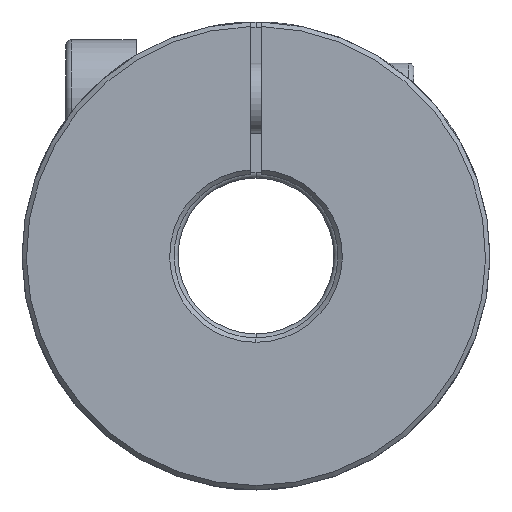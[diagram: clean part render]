
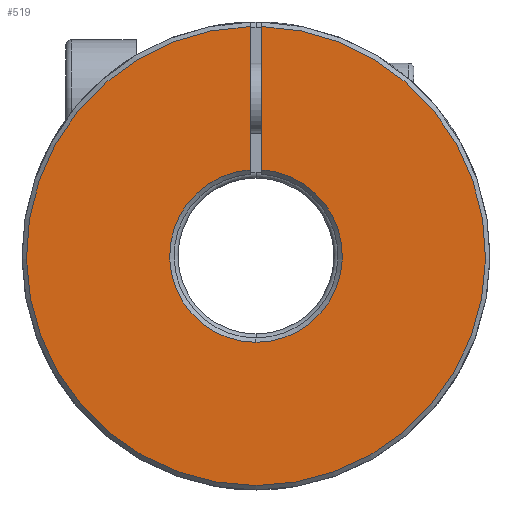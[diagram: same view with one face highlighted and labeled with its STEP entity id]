
A CAD part, left-side view. The second image highlights one B-rep face of the part: STEP entity #519.
In plain terms, the highlighted planar face has unit normal (-1, 0, 0).
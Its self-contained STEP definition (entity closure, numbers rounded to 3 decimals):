
#519 = ADVANCED_FACE ( 'NONE', ( #4747 ), #5566, .T. ) ;
#1008 = VERTEX_POINT ( 'NONE', #5739 ) ;
#1009 = VERTEX_POINT ( 'NONE', #5740 ) ;
#1049 = VERTEX_POINT ( 'NONE', #5780 ) ;
#1050 = VERTEX_POINT ( 'NONE', #5781 ) ;
#1051 = VERTEX_POINT ( 'NONE', #5782 ) ;
#2686 = EDGE_CURVE ( 'NONE', #1008, #1009, #6708, .T. ) ;
#2755 = EDGE_CURVE ( 'NONE', #1050, #1051, #6778, .T. ) ;
#2758 = EDGE_CURVE ( 'NONE', #1050, #1008, #6789, .T. ) ;
#2759 = EDGE_CURVE ( 'NONE', #1049, #1051, #6791, .T. ) ;
#2760 = EDGE_CURVE ( 'NONE', #1009, #1049, #6774, .T. ) ;
#2974 = ORIENTED_EDGE ( 'NONE', *, *, #2760, .F. ) ;
#2975 = ORIENTED_EDGE ( 'NONE', *, *, #2686, .F. ) ;
#2976 = ORIENTED_EDGE ( 'NONE', *, *, #2758, .F. ) ;
#2977 = ORIENTED_EDGE ( 'NONE', *, *, #2755, .T. ) ;
#2978 = ORIENTED_EDGE ( 'NONE', *, *, #2759, .F. ) ;
#3923 = EDGE_LOOP ( 'NONE', ( #2974, #2975, #2976, #2977, #2978 ) ) ;
#4747 = FACE_OUTER_BOUND ( 'NONE', #3923, .T. ) ;
#5077 = AXIS2_PLACEMENT_3D ( 'NONE', #5565, #5571, #5572 ) ;
#5565 = CARTESIAN_POINT ( 'NONE',  ( -33., 0., 0. ) ) ;
#5566 = PLANE ( 'NONE',  #5077 ) ;
#5571 = DIRECTION ( 'NONE',  ( -1., 0., 0. ) ) ;
#5572 = DIRECTION ( 'NONE',  ( 0., 0., -1. ) ) ;
#5739 = CARTESIAN_POINT ( 'NONE',  ( -33., 0., -7.381 ) ) ;
#5740 = CARTESIAN_POINT ( 'NONE',  ( -33., -0.5, 7.364 ) ) ;
#5780 = CARTESIAN_POINT ( 'NONE',  ( -33., -0.5, 19.613 ) ) ;
#5781 = CARTESIAN_POINT ( 'NONE',  ( -33., 0.5, 7.364 ) ) ;
#5782 = CARTESIAN_POINT ( 'NONE',  ( -33., 0.5, 19.613 ) ) ;
#6554 = CARTESIAN_POINT ( 'NONE',  ( -33., 0., 0. ) ) ;
#6555 = DIRECTION ( 'NONE',  ( -1., 0., 0. ) ) ;
#6556 = DIRECTION ( 'NONE',  ( 0., 0., -1. ) ) ;
#6708 = CIRCLE ( 'NONE', #7180, 7.381 ) ;
#6774 = LINE ( 'NONE', #7845, #6780 ) ;
#6776 = VECTOR ( 'NONE', #7833, 1000. ) ;
#6778 = LINE ( 'NONE', #7832, #6776 ) ;
#6780 = VECTOR ( 'NONE', #7846, 1000. ) ;
#6789 = CIRCLE ( 'NONE', #7222, 7.381 ) ;
#6791 = CIRCLE ( 'NONE', #7220, 19.619 ) ;
#7180 = AXIS2_PLACEMENT_3D ( 'NONE', #6554, #6555, #6556 ) ;
#7220 = AXIS2_PLACEMENT_3D ( 'NONE', #7841, #7843, #7844 ) ;
#7222 = AXIS2_PLACEMENT_3D ( 'NONE', #7838, #7839, #7840 ) ;
#7832 = CARTESIAN_POINT ( 'NONE',  ( -33., 0.5, 0. ) ) ;
#7833 = DIRECTION ( 'NONE',  ( 0., 0., 1. ) ) ;
#7838 = CARTESIAN_POINT ( 'NONE',  ( -33., 0., 0. ) ) ;
#7839 = DIRECTION ( 'NONE',  ( -1., 0., 0. ) ) ;
#7840 = DIRECTION ( 'NONE',  ( 0., 0., -1. ) ) ;
#7841 = CARTESIAN_POINT ( 'NONE',  ( -33., 0., 0. ) ) ;
#7843 = DIRECTION ( 'NONE',  ( 1., 0., 0. ) ) ;
#7844 = DIRECTION ( 'NONE',  ( 0., 0., -1. ) ) ;
#7845 = CARTESIAN_POINT ( 'NONE',  ( -33., -0.5, 0. ) ) ;
#7846 = DIRECTION ( 'NONE',  ( 0., 0., 1. ) ) ;
